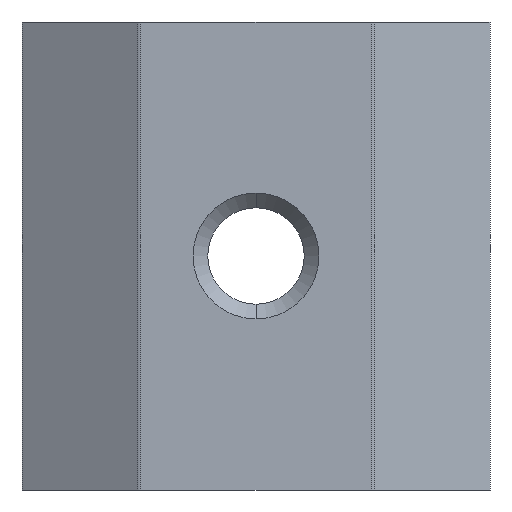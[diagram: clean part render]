
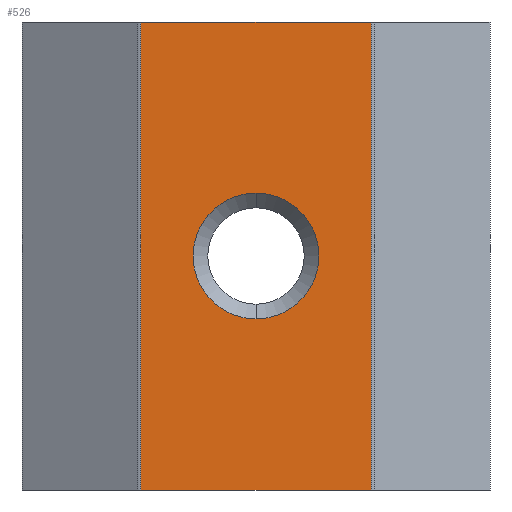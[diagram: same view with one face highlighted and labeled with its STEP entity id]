
A CAD part, front view. The second image highlights one B-rep face of the part: STEP entity #526.
In plain terms, the highlighted planar face has unit normal (0, -1, 0).
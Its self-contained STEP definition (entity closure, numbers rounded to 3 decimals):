
#8 = VERTEX_POINT ( 'NONE', #28 ) ;
#28 = CARTESIAN_POINT ( 'NONE',  ( 0., -6., 2.15 ) ) ;
#29 = VECTOR ( 'NONE', #381, 1000. ) ;
#30 = ORIENTED_EDGE ( 'NONE', *, *, #142, .T. ) ;
#64 = FACE_BOUND ( 'NONE', #574, .T. ) ;
#66 = LINE ( 'NONE', #618, #229 ) ;
#86 = DIRECTION ( 'NONE',  ( 0., 0., 1. ) ) ;
#118 = CARTESIAN_POINT ( 'NONE',  ( 0., -6., 0. ) ) ;
#142 = EDGE_CURVE ( 'NONE', #8, #432, #157, .T. ) ;
#157 = CIRCLE ( 'NONE', #410, 2.15 ) ;
#160 = VECTOR ( 'NONE', #504, 1000. ) ;
#191 = CIRCLE ( 'NONE', #420, 2.15 ) ;
#213 = DIRECTION ( 'NONE',  ( 0., 0., 1. ) ) ;
#229 = VECTOR ( 'NONE', #349, 1000. ) ;
#245 = ORIENTED_EDGE ( 'NONE', *, *, #485, .T. ) ;
#266 = DIRECTION ( 'NONE',  ( 1., 0., 0. ) ) ;
#334 = VERTEX_POINT ( 'NONE', #338 ) ;
#338 = CARTESIAN_POINT ( 'NONE',  ( 3.945, -6., -8. ) ) ;
#349 = DIRECTION ( 'NONE',  ( 0., 0., -1. ) ) ;
#351 = LINE ( 'NONE', #566, #160 ) ;
#352 = VERTEX_POINT ( 'NONE', #688 ) ;
#363 = DIRECTION ( 'NONE',  ( 0., 1., 0. ) ) ;
#378 = ORIENTED_EDGE ( 'NONE', *, *, #819, .F. ) ;
#381 = DIRECTION ( 'NONE',  ( 0., 0., 1. ) ) ;
#410 = AXIS2_PLACEMENT_3D ( 'NONE', #118, #481, #213 ) ;
#420 = AXIS2_PLACEMENT_3D ( 'NONE', #851, #363, #86 ) ;
#429 = CARTESIAN_POINT ( 'NONE',  ( -4., -6., 8. ) ) ;
#432 = VERTEX_POINT ( 'NONE', #852 ) ;
#444 = ORIENTED_EDGE ( 'NONE', *, *, #855, .T. ) ;
#454 = LINE ( 'NONE', #867, #29 ) ;
#481 = DIRECTION ( 'NONE',  ( 0., 1., 0. ) ) ;
#485 = EDGE_CURVE ( 'NONE', #774, #352, #66, .T. ) ;
#492 = AXIS2_PLACEMENT_3D ( 'NONE', #429, #557, #606 ) ;
#504 = DIRECTION ( 'NONE',  ( 1., 0., 0. ) ) ;
#526 = ADVANCED_FACE ( 'NONE', ( #64, #731 ), #823, .F. ) ;
#557 = DIRECTION ( 'NONE',  ( 0., 1., 0. ) ) ;
#563 = LINE ( 'NONE', #836, #771 ) ;
#566 = CARTESIAN_POINT ( 'NONE',  ( -4., -6., 8. ) ) ;
#574 = EDGE_LOOP ( 'NONE', ( #444, #30 ) ) ;
#576 = EDGE_CURVE ( 'NONE', #334, #637, #454, .T. ) ;
#594 = CARTESIAN_POINT ( 'NONE',  ( 3.945, -6., 8. ) ) ;
#606 = DIRECTION ( 'NONE',  ( 0., 0., 1. ) ) ;
#618 = CARTESIAN_POINT ( 'NONE',  ( -3.945, -6., 8. ) ) ;
#637 = VERTEX_POINT ( 'NONE', #594 ) ;
#642 = EDGE_LOOP ( 'NONE', ( #828, #860, #378, #245 ) ) ;
#688 = CARTESIAN_POINT ( 'NONE',  ( -3.945, -6., -8. ) ) ;
#694 = EDGE_CURVE ( 'NONE', #352, #334, #563, .T. ) ;
#697 = CARTESIAN_POINT ( 'NONE',  ( -3.945, -6., 8. ) ) ;
#731 = FACE_OUTER_BOUND ( 'NONE', #642, .T. ) ;
#771 = VECTOR ( 'NONE', #266, 1000. ) ;
#774 = VERTEX_POINT ( 'NONE', #697 ) ;
#819 = EDGE_CURVE ( 'NONE', #774, #637, #351, .T. ) ;
#823 = PLANE ( 'NONE',  #492 ) ;
#828 = ORIENTED_EDGE ( 'NONE', *, *, #694, .T. ) ;
#836 = CARTESIAN_POINT ( 'NONE',  ( -4., -6., -8. ) ) ;
#851 = CARTESIAN_POINT ( 'NONE',  ( 0., -6., 0. ) ) ;
#852 = CARTESIAN_POINT ( 'NONE',  ( 0., -6., -2.15 ) ) ;
#855 = EDGE_CURVE ( 'NONE', #432, #8, #191, .T. ) ;
#860 = ORIENTED_EDGE ( 'NONE', *, *, #576, .T. ) ;
#867 = CARTESIAN_POINT ( 'NONE',  ( 3.945, -6., 8. ) ) ;
